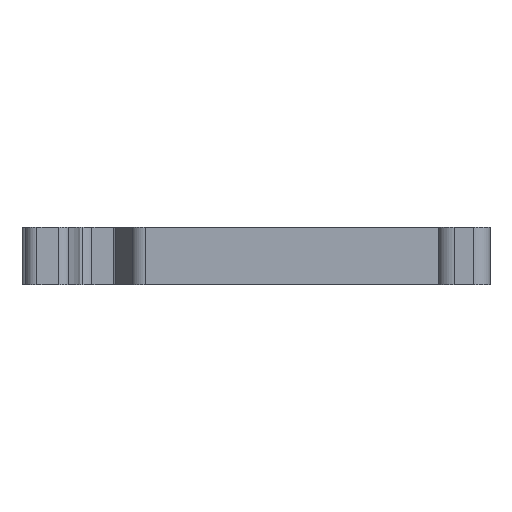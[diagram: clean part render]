
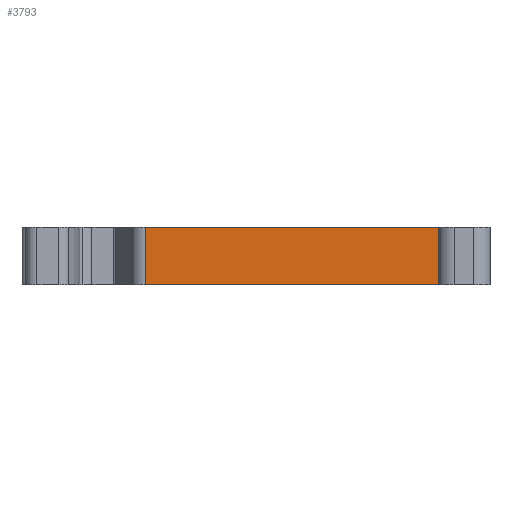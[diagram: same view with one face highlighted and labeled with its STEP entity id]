
A CAD part, front view. The second image highlights one B-rep face of the part: STEP entity #3793.
In plain terms, the highlighted planar face has unit normal (0, -1, 0).
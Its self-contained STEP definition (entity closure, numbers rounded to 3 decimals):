
#365=DIRECTION('',(1.,0.,0.));
#366=VECTOR('',#365,27.569);
#367=CARTESIAN_POINT('',(-10.069,-16.8,-2.6));
#368=LINE('',#367,#366);
#630=DIRECTION('',(1.,0.,0.));
#631=VECTOR('',#630,27.569);
#632=CARTESIAN_POINT('',(-10.069,-16.8,2.6));
#633=LINE('',#632,#631);
#1404=DIRECTION('',(0.,0.,1.));
#1405=VECTOR('',#1404,5.2);
#1406=CARTESIAN_POINT('',(-10.069,-16.8,-2.6));
#1407=LINE('',#1406,#1405);
#1408=DIRECTION('',(0.,0.,1.));
#1409=VECTOR('',#1408,5.2);
#1410=CARTESIAN_POINT('',(17.5,-16.8,-2.6));
#1411=LINE('',#1410,#1409);
#1656=CARTESIAN_POINT('',(-10.069,-16.8,-2.6));
#1657=VERTEX_POINT('',#1656);
#1658=CARTESIAN_POINT('',(17.5,-16.8,-2.6));
#1659=VERTEX_POINT('',#1658);
#1830=CARTESIAN_POINT('',(-10.069,-16.8,2.6));
#1831=VERTEX_POINT('',#1830);
#1832=CARTESIAN_POINT('',(17.5,-16.8,2.6));
#1833=VERTEX_POINT('',#1832);
#3781=CARTESIAN_POINT('',(-10.069,-16.8,-2.6));
#3782=DIRECTION('',(0.,-1.,0.));
#3783=DIRECTION('',(1.,0.,0.));
#3784=AXIS2_PLACEMENT_3D('',#3781,#3782,#3783);
#3785=PLANE('',#3784);
#3786=ORIENTED_EDGE('',*,*,#2121,.F.);
#3787=ORIENTED_EDGE('',*,*,#3776,.T.);
#3788=ORIENTED_EDGE('',*,*,#2354,.T.);
#3790=ORIENTED_EDGE('',*,*,#3789,.F.);
#3791=EDGE_LOOP('',(#3786,#3787,#3788,#3790));
#3792=FACE_OUTER_BOUND('',#3791,.F.);
#2121=EDGE_CURVE('',#1657,#1659,#368,.T.);
#2354=EDGE_CURVE('',#1831,#1833,#633,.T.);
#3776=EDGE_CURVE('',#1657,#1831,#1407,.T.);
#3789=EDGE_CURVE('',#1659,#1833,#1411,.T.);
#3793=ADVANCED_FACE('',(#3792),#3785,.T.);
